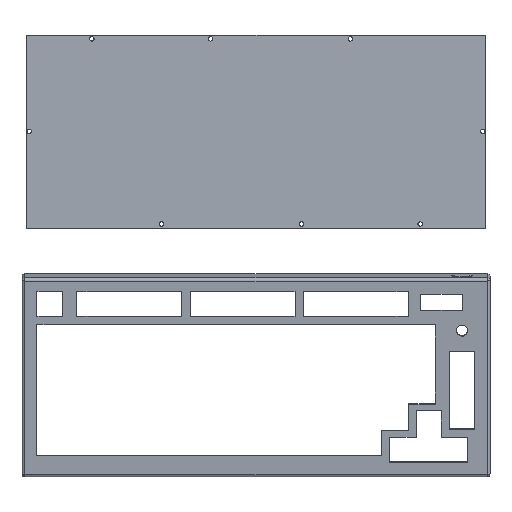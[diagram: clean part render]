
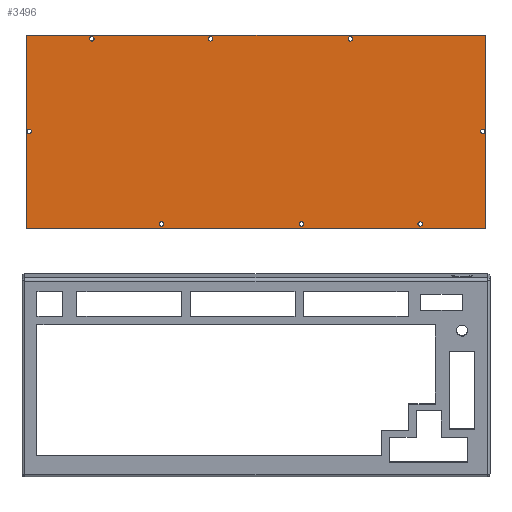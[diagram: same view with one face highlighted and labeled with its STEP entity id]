
A CAD part, top view. The second image highlights one B-rep face of the part: STEP entity #3496.
In plain terms, the highlighted planar face has unit normal (0, 0, 1).
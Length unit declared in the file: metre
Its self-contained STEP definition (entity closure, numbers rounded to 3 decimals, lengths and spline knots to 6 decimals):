
#73=CIRCLE('',#3724,0.0016);
#75=CIRCLE('',#3727,0.0016);
#77=CIRCLE('',#3730,0.0016);
#79=CIRCLE('',#3733,0.0016);
#81=CIRCLE('',#3736,0.0016);
#83=CIRCLE('',#3739,0.0016);
#85=CIRCLE('',#3742,0.0016);
#87=CIRCLE('',#3745,0.0016);
#286=ORIENTED_EDGE('',*,*,#1219,.F.);
#287=ORIENTED_EDGE('',*,*,#1230,.F.);
#288=ORIENTED_EDGE('',*,*,#1244,.T.);
#289=ORIENTED_EDGE('',*,*,#1233,.T.);
#290=ORIENTED_EDGE('',*,*,#1265,.T.);
#291=ORIENTED_EDGE('',*,*,#1263,.T.);
#292=ORIENTED_EDGE('',*,*,#1261,.T.);
#293=ORIENTED_EDGE('',*,*,#1259,.T.);
#294=ORIENTED_EDGE('',*,*,#1257,.T.);
#295=ORIENTED_EDGE('',*,*,#1255,.T.);
#296=ORIENTED_EDGE('',*,*,#1253,.T.);
#297=ORIENTED_EDGE('',*,*,#1267,.T.);
#1219=EDGE_CURVE('',#1712,#1713,#2050,.T.);
#1230=EDGE_CURVE('',#1722,#1712,#2061,.T.);
#1233=EDGE_CURVE('',#1725,#1713,#2064,.T.);
#1244=EDGE_CURVE('',#1722,#1725,#2075,.T.);
#1253=EDGE_CURVE('',#1742,#1742,#73,.T.);
#1255=EDGE_CURVE('',#1744,#1744,#75,.T.);
#1257=EDGE_CURVE('',#1746,#1746,#77,.T.);
#1259=EDGE_CURVE('',#1748,#1748,#79,.T.);
#1261=EDGE_CURVE('',#1750,#1750,#81,.T.);
#1263=EDGE_CURVE('',#1752,#1752,#83,.T.);
#1265=EDGE_CURVE('',#1754,#1754,#85,.T.);
#1267=EDGE_CURVE('',#1756,#1756,#87,.T.);
#1712=VERTEX_POINT('',#5041);
#1713=VERTEX_POINT('',#5043);
#1722=VERTEX_POINT('',#5063);
#1725=VERTEX_POINT('',#5071);
#1742=VERTEX_POINT('',#5110);
#1744=VERTEX_POINT('',#5115);
#1746=VERTEX_POINT('',#5120);
#1748=VERTEX_POINT('',#5125);
#1750=VERTEX_POINT('',#5130);
#1752=VERTEX_POINT('',#5135);
#1754=VERTEX_POINT('',#5140);
#1756=VERTEX_POINT('',#5145);
#2050=LINE('',#5042,#2411);
#2061=LINE('',#5064,#2422);
#2064=LINE('',#5070,#2425);
#2075=LINE('',#5092,#2436);
#2411=VECTOR('',#4045,1.);
#2422=VECTOR('',#4058,1.);
#2425=VECTOR('',#4063,1.);
#2436=VECTOR('',#4076,1.);
#2781=EDGE_LOOP('',(#286,#287,#288,#289));
#2782=EDGE_LOOP('',(#290));
#2783=EDGE_LOOP('',(#291));
#2784=EDGE_LOOP('',(#292));
#2785=EDGE_LOOP('',(#293));
#2786=EDGE_LOOP('',(#294));
#2787=EDGE_LOOP('',(#295));
#2788=EDGE_LOOP('',(#296));
#2789=EDGE_LOOP('',(#297));
#3076=FACE_BOUND('',#2781,.T.);
#3077=FACE_BOUND('',#2782,.T.);
#3078=FACE_BOUND('',#2783,.T.);
#3079=FACE_BOUND('',#2784,.T.);
#3080=FACE_BOUND('',#2785,.T.);
#3081=FACE_BOUND('',#2786,.T.);
#3082=FACE_BOUND('',#2787,.T.);
#3083=FACE_BOUND('',#2788,.T.);
#3084=FACE_BOUND('',#2789,.T.);
#3355=PLANE('',#3746);
#3496=ADVANCED_FACE('',(#3076,#3077,#3078,#3079,#3080,#3081,#3082,#3083,
#3084),#3355,.T.);
#3724=AXIS2_PLACEMENT_3D('',#5109,#4088,#4089);
#3727=AXIS2_PLACEMENT_3D('',#5114,#4094,#4095);
#3730=AXIS2_PLACEMENT_3D('',#5119,#4100,#4101);
#3733=AXIS2_PLACEMENT_3D('',#5124,#4106,#4107);
#3736=AXIS2_PLACEMENT_3D('',#5129,#4112,#4113);
#3739=AXIS2_PLACEMENT_3D('',#5134,#4118,#4119);
#3742=AXIS2_PLACEMENT_3D('',#5139,#4124,#4125);
#3745=AXIS2_PLACEMENT_3D('',#5144,#4130,#4131);
#3746=AXIS2_PLACEMENT_3D('',#5146,#4132,#4133);
#4045=DIRECTION('',(-1.,0.,0.));
#4058=DIRECTION('',(0.,-1.,0.));
#4063=DIRECTION('',(0.,-1.,0.));
#4076=DIRECTION('',(-1.,0.,0.));
#4088=DIRECTION('',(0.,0.,-1.));
#4089=DIRECTION('',(1.,0.,0.));
#4094=DIRECTION('',(0.,0.,-1.));
#4095=DIRECTION('',(1.,0.,0.));
#4100=DIRECTION('',(0.,0.,-1.));
#4101=DIRECTION('',(1.,0.,0.));
#4106=DIRECTION('',(0.,0.,-1.));
#4107=DIRECTION('',(1.,0.,0.));
#4112=DIRECTION('',(0.,0.,-1.));
#4113=DIRECTION('',(1.,0.,0.));
#4118=DIRECTION('',(0.,0.,-1.));
#4119=DIRECTION('',(1.,0.,0.));
#4124=DIRECTION('',(0.,0.,-1.));
#4125=DIRECTION('',(1.,0.,0.));
#4130=DIRECTION('',(0.,0.,-1.));
#4131=DIRECTION('',(1.,0.,0.));
#4132=DIRECTION('',(0.,0.,1.));
#4133=DIRECTION('',(1.,0.,0.));
#5041=CARTESIAN_POINT('',(0.28548,-0.037,0.005));
#5042=CARTESIAN_POINT('',(0.05373,-0.037,0.005));
#5043=CARTESIAN_POINT('',(-0.04302,-0.037,0.005));
#5063=CARTESIAN_POINT('',(0.28548,0.101,0.005));
#5064=CARTESIAN_POINT('',(0.28548,0.032216,0.005));
#5070=CARTESIAN_POINT('',(-0.04302,0.067748,0.005));
#5071=CARTESIAN_POINT('',(-0.04302,0.101,0.005));
#5092=CARTESIAN_POINT('',(0.237946,0.101,0.005));
#5109=CARTESIAN_POINT('',(0.23873,-0.034084,0.005));
#5110=CARTESIAN_POINT('',(0.24033,-0.034084,0.005));
#5114=CARTESIAN_POINT('',(0.18873,0.098516,0.005));
#5115=CARTESIAN_POINT('',(0.19033,0.098516,0.005));
#5119=CARTESIAN_POINT('',(0.08873,0.098516,0.005));
#5120=CARTESIAN_POINT('',(0.09033,0.098516,0.005));
#5124=CARTESIAN_POINT('',(0.00373,0.098516,0.005));
#5125=CARTESIAN_POINT('',(0.00533,0.098516,0.005));
#5129=CARTESIAN_POINT('',(-0.04107,0.032216,0.005));
#5130=CARTESIAN_POINT('',(-0.03947,0.032216,0.005));
#5134=CARTESIAN_POINT('',(0.28353,0.032216,0.005));
#5135=CARTESIAN_POINT('',(0.28513,0.032216,0.005));
#5139=CARTESIAN_POINT('',(0.05373,-0.034084,0.005));
#5140=CARTESIAN_POINT('',(0.05533,-0.034084,0.005));
#5144=CARTESIAN_POINT('',(0.15373,-0.034084,0.005));
#5145=CARTESIAN_POINT('',(0.15533,-0.034084,0.005));
#5146=CARTESIAN_POINT('',(0.179165,0.144308,0.005));
